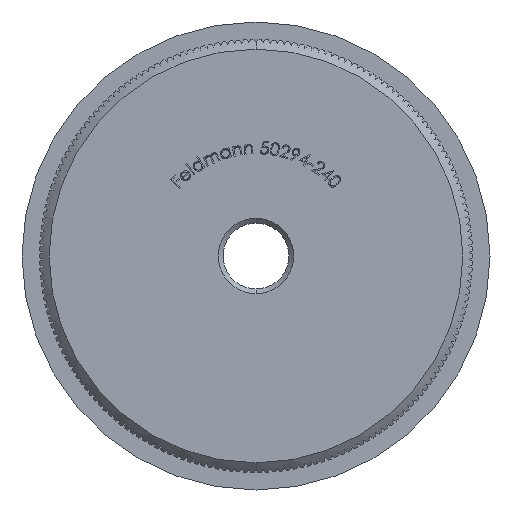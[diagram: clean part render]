
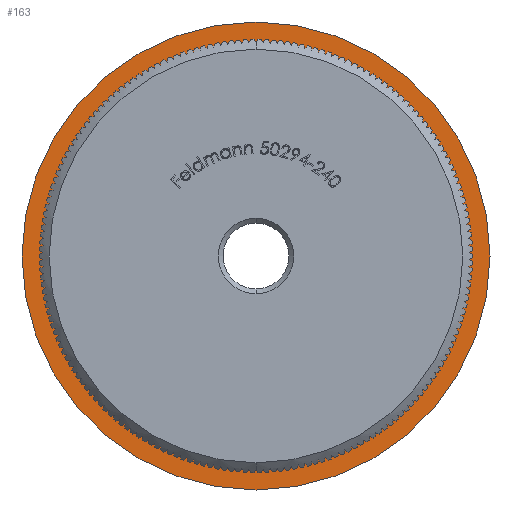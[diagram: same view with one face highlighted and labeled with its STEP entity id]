
A CAD part, front view. The second image highlights one B-rep face of the part: STEP entity #163.
In plain terms, the highlighted planar face has unit normal (0, -1, 0).
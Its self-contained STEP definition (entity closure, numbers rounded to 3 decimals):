
#163 = ADVANCED_FACE ( 'NONE', ( #20282, #22697 ), #26850, .T. ) ;
#789 = AXIS2_PLACEMENT_3D ( 'NONE', #6430, #13749, #11440 ) ;
#1185 = ORIENTED_EDGE ( 'NONE', *, *, #10277, .F. ) ;
#2492 = DIRECTION ( 'NONE',  ( 0., 0., -1. ) ) ;
#2894 = VERTEX_POINT ( 'NONE', #6538 ) ;
#5394 = DIRECTION ( 'NONE',  ( 0., -1., 0. ) ) ;
#5774 = EDGE_CURVE ( 'NONE', #2894, #8538, #24910, .T. ) ;
#6430 = CARTESIAN_POINT ( 'NONE',  ( 21.65, 8., 0. ) ) ;
#6538 = CARTESIAN_POINT ( 'NONE',  ( 0., 8., -24.15 ) ) ;
#6691 = AXIS2_PLACEMENT_3D ( 'NONE', #27992, #13013, #2492 ) ;
#7243 = ORIENTED_EDGE ( 'NONE', *, *, #5774, .T. ) ;
#7933 = VERTEX_POINT ( 'NONE', #14904 ) ;
#8364 = EDGE_CURVE ( 'NONE', #8538, #2894, #20417, .T. ) ;
#8538 = VERTEX_POINT ( 'NONE', #29230 ) ;
#8812 = EDGE_LOOP ( 'NONE', ( #7243, #28709 ) ) ;
#10277 = EDGE_CURVE ( 'NONE', #15687, #7933, #15644, .T. ) ;
#10439 = CARTESIAN_POINT ( 'NONE',  ( 0., 8., -21.65 ) ) ;
#11440 = DIRECTION ( 'NONE',  ( 0., 0., -1. ) ) ;
#12537 = EDGE_LOOP ( 'NONE', ( #1185, #16723 ) ) ;
#13013 = DIRECTION ( 'NONE',  ( 0., -1., 0. ) ) ;
#13020 = DIRECTION ( 'NONE',  ( 0., 0., -1. ) ) ;
#13749 = DIRECTION ( 'NONE',  ( 0., -1., 0. ) ) ;
#14904 = CARTESIAN_POINT ( 'NONE',  ( 0., 8., 21.65 ) ) ;
#15361 = AXIS2_PLACEMENT_3D ( 'NONE', #23039, #5394, #13020 ) ;
#15644 = CIRCLE ( 'NONE', #6691, 21.65 ) ;
#15687 = VERTEX_POINT ( 'NONE', #10439 ) ;
#16723 = ORIENTED_EDGE ( 'NONE', *, *, #22618, .F. ) ;
#16860 = DIRECTION ( 'NONE',  ( 0., -1., 0. ) ) ;
#20066 = AXIS2_PLACEMENT_3D ( 'NONE', #25823, #28263, #25626 ) ;
#20282 = FACE_OUTER_BOUND ( 'NONE', #8812, .T. ) ;
#20417 = CIRCLE ( 'NONE', #20066, 24.15 ) ;
#22618 = EDGE_CURVE ( 'NONE', #7933, #15687, #27961, .T. ) ;
#22697 = FACE_BOUND ( 'NONE', #12537, .T. ) ;
#23039 = CARTESIAN_POINT ( 'NONE',  ( 0., 8., 0. ) ) ;
#24910 = CIRCLE ( 'NONE', #15361, 24.15 ) ;
#25626 = DIRECTION ( 'NONE',  ( 0., 0., -1. ) ) ;
#25823 = CARTESIAN_POINT ( 'NONE',  ( 0., 8., 0. ) ) ;
#26850 = PLANE ( 'NONE',  #789 ) ;
#26869 = AXIS2_PLACEMENT_3D ( 'NONE', #29355, #16860, #31656 ) ;
#27961 = CIRCLE ( 'NONE', #26869, 21.65 ) ;
#27992 = CARTESIAN_POINT ( 'NONE',  ( 0., 8., 0. ) ) ;
#28263 = DIRECTION ( 'NONE',  ( 0., -1., 0. ) ) ;
#28709 = ORIENTED_EDGE ( 'NONE', *, *, #8364, .T. ) ;
#29230 = CARTESIAN_POINT ( 'NONE',  ( 0., 8., 24.15 ) ) ;
#29355 = CARTESIAN_POINT ( 'NONE',  ( 0., 8., 0. ) ) ;
#31656 = DIRECTION ( 'NONE',  ( 0., 0., -1. ) ) ;
